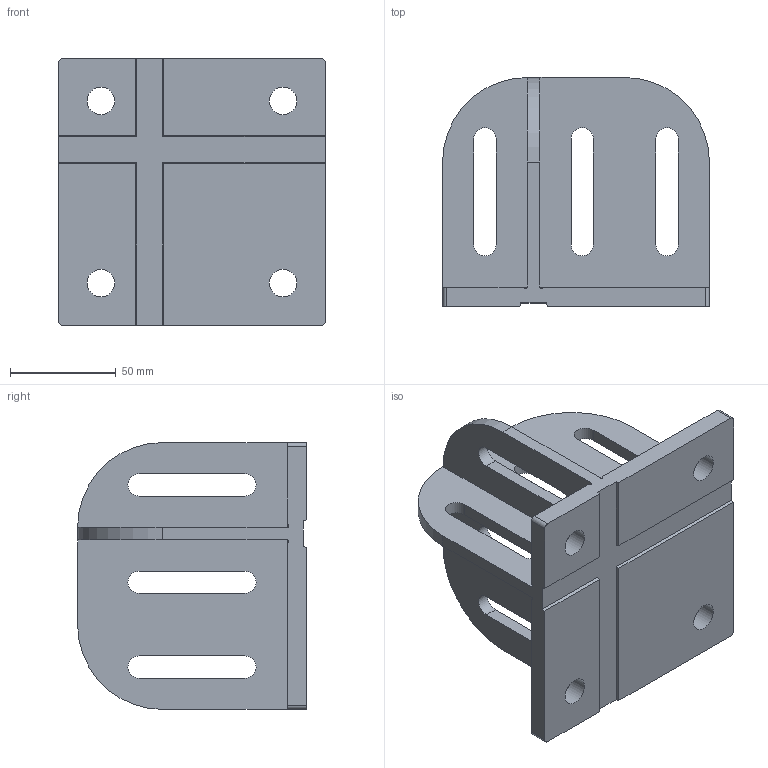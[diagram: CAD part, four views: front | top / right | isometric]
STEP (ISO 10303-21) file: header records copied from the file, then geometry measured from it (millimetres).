
FILE_DESCRIPTION(/* description */ ('Staffa di fissaggio a terra serie 40'),/* implementation_level */ '2;1');
FILE_NAME(/* name */ 'BP40-80.stp',/* time_stamp */ '2021-02-19T11:46:52+01:00',/* author */ ('omnitec'),/* organization */ ('Microsoft'),/* preprocessor_version */ 'ST-DEVELOPER v18.1',/* originating_system */ 'Autodesk Inventor 2021',/* authorisation */ '');
FILE_SCHEMA (('AUTOMOTIVE_DESIGN { 1 0 10303 214 3 1 1 }'));
Length unit declared in the file: millimetre
Products named in the file (1): BP40-80
Bounding box: 126 x 108 x 126 mm (x, y, z)
Volume: 248998 mm3; surface area: 81689.4 mm2
Topology: 1 solids, 1 shells, 74 faces, 212 edges, 140 vertices
Faces by surface type: plane 42, cylinder 32
Full cylindrical faces by diameter (mm): 13 x4
Entity records: 2509 total; most frequent: CARTESIAN_POINT 427, DIRECTION 426, ORIENTED_EDGE 424, EDGE_CURVE 212, LINE 148, VECTOR 148, VERTEX_POINT 140, AXIS2_PLACEMENT_3D 139
